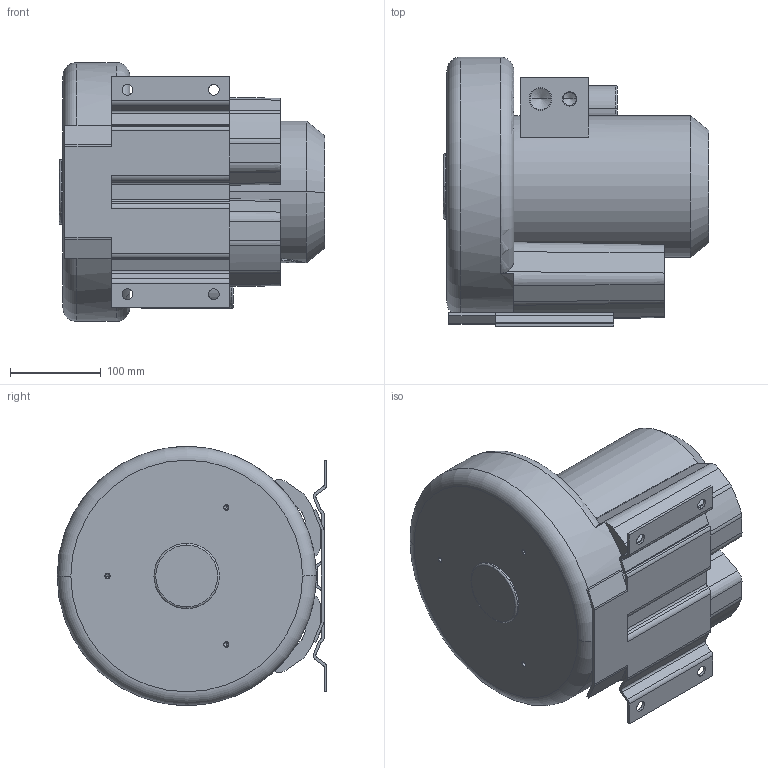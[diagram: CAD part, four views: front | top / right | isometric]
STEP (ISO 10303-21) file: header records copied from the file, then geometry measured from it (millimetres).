
FILE_DESCRIPTION((''),'2;1');
FILE_NAME('MD-000330','2011-02-28T',('rnennstiel'),('vacuvane vacuum technology gmbh'),'PRO/ENGINEER BY PARAMETRIC TECHNOLOGY CORPORATION, 2010140','PRO/ENGINEER BY PARAMETRIC TECHNOLOGY CORPORATION, 2010140','');
FILE_SCHEMA(('AUTOMOTIVE_DESIGN_CC2 { 1 2 10303 214 -1 1 5 2 }'));
Length unit declared in the file: millimetre
Products named in the file (1): MD-000330
Bounding box: 292 x 296.7 x 285 mm (x, y, z)
Volume: 10691547.1 mm3; surface area: 616058.5 mm2
Topology: 3 solids, 20 shells, 964 faces, 2644 edges, 1741 vertices
Faces by surface type: extrusion 414, plane 333, cylinder 156, cone 48, torus 13
Entity records: 33852 total; most frequent: CARTESIAN_POINT 10584, ORIENTED_EDGE 5156, DIRECTION 3660, EDGE_CURVE 2614, VERTEX_POINT 1741, VECTOR 1644, B_SPLINE_CURVE_WITH_KNOTS 1341, LINE 1230
